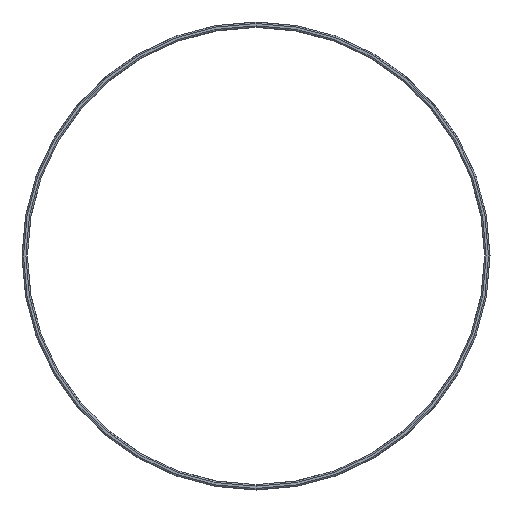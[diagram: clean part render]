
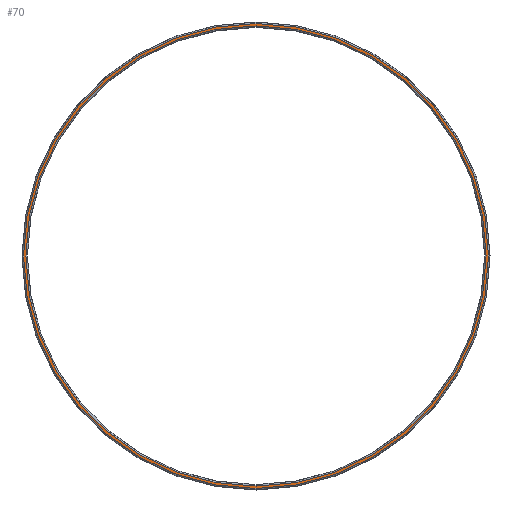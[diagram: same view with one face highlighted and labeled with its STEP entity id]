
A CAD part, front view. The second image highlights one B-rep face of the part: STEP entity #70.
In plain terms, the highlighted planar face has unit normal (0, -1, 0).
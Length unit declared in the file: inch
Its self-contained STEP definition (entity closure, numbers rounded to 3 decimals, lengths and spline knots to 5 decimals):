
#12 = DIRECTION ( 'NONE',  ( 0., 0., -1. ) ) ;
#25 = ORIENTED_EDGE ( 'NONE', *, *, #289, .T. ) ;
#26 = DIRECTION ( 'NONE',  ( 0., 1., 0. ) ) ;
#33 = CARTESIAN_POINT ( 'NONE',  ( -0.10938, -0.25, 0. ) ) ;
#45 = ORIENTED_EDGE ( 'NONE', *, *, #249, .T. ) ;
#56 = CARTESIAN_POINT ( 'NONE',  ( 13.25, -0.25, 0. ) ) ;
#66 = CARTESIAN_POINT ( 'NONE',  ( 13.25, -0.25, 0. ) ) ;
#70 = ADVANCED_FACE ( 'NONE', ( #130, #394 ), #236, .T. ) ;
#71 = CARTESIAN_POINT ( 'NONE',  ( 13.25, -0.25, 0. ) ) ;
#74 = ORIENTED_EDGE ( 'NONE', *, *, #105, .T. ) ;
#79 = AXIS2_PLACEMENT_3D ( 'NONE', #56, #476, #416 ) ;
#105 = EDGE_CURVE ( 'NONE', #162, #602, #526, .T. ) ;
#122 = AXIS2_PLACEMENT_3D ( 'NONE', #71, #488, #478 ) ;
#130 = FACE_OUTER_BOUND ( 'NONE', #492, .T. ) ;
#134 = DIRECTION ( 'NONE',  ( 0., 0., -1. ) ) ;
#154 = AXIS2_PLACEMENT_3D ( 'NONE', #443, #368, #12 ) ;
#157 = CARTESIAN_POINT ( 'NONE',  ( 13.25, -0.25, 13.31801 ) ) ;
#162 = VERTEX_POINT ( 'NONE', #157 ) ;
#205 = CIRCLE ( 'NONE', #122, 13.18199 ) ;
#228 = DIRECTION ( 'NONE',  ( 0., -1., 0. ) ) ;
#236 = PLANE ( 'NONE',  #310 ) ;
#240 = EDGE_CURVE ( 'NONE', #538, #495, #205, .T. ) ;
#249 = EDGE_CURVE ( 'NONE', #495, #538, #533, .T. ) ;
#289 = EDGE_CURVE ( 'NONE', #602, #162, #304, .T. ) ;
#291 = ORIENTED_EDGE ( 'NONE', *, *, #240, .T. ) ;
#304 = CIRCLE ( 'NONE', #154, 13.31801 ) ;
#310 = AXIS2_PLACEMENT_3D ( 'NONE', #33, #228, #134 ) ;
#325 = DIRECTION ( 'NONE',  ( 0., 0., -1. ) ) ;
#368 = DIRECTION ( 'NONE',  ( 0., -1., 0. ) ) ;
#394 = FACE_BOUND ( 'NONE', #644, .T. ) ;
#397 = CARTESIAN_POINT ( 'NONE',  ( 13.25, -0.25, -13.31801 ) ) ;
#405 = CARTESIAN_POINT ( 'NONE',  ( 13.25, -0.25, -13.18199 ) ) ;
#406 = AXIS2_PLACEMENT_3D ( 'NONE', #66, #26, #325 ) ;
#416 = DIRECTION ( 'NONE',  ( 0., 0., -1. ) ) ;
#439 = CARTESIAN_POINT ( 'NONE',  ( 13.25, -0.25, 13.18199 ) ) ;
#443 = CARTESIAN_POINT ( 'NONE',  ( 13.25, -0.25, 0. ) ) ;
#476 = DIRECTION ( 'NONE',  ( 0., -1., 0. ) ) ;
#478 = DIRECTION ( 'NONE',  ( 0., 0., -1. ) ) ;
#488 = DIRECTION ( 'NONE',  ( 0., 1., 0. ) ) ;
#492 = EDGE_LOOP ( 'NONE', ( #25, #74 ) ) ;
#495 = VERTEX_POINT ( 'NONE', #439 ) ;
#526 = CIRCLE ( 'NONE', #79, 13.31801 ) ;
#533 = CIRCLE ( 'NONE', #406, 13.18199 ) ;
#538 = VERTEX_POINT ( 'NONE', #405 ) ;
#602 = VERTEX_POINT ( 'NONE', #397 ) ;
#644 = EDGE_LOOP ( 'NONE', ( #291, #45 ) ) ;
